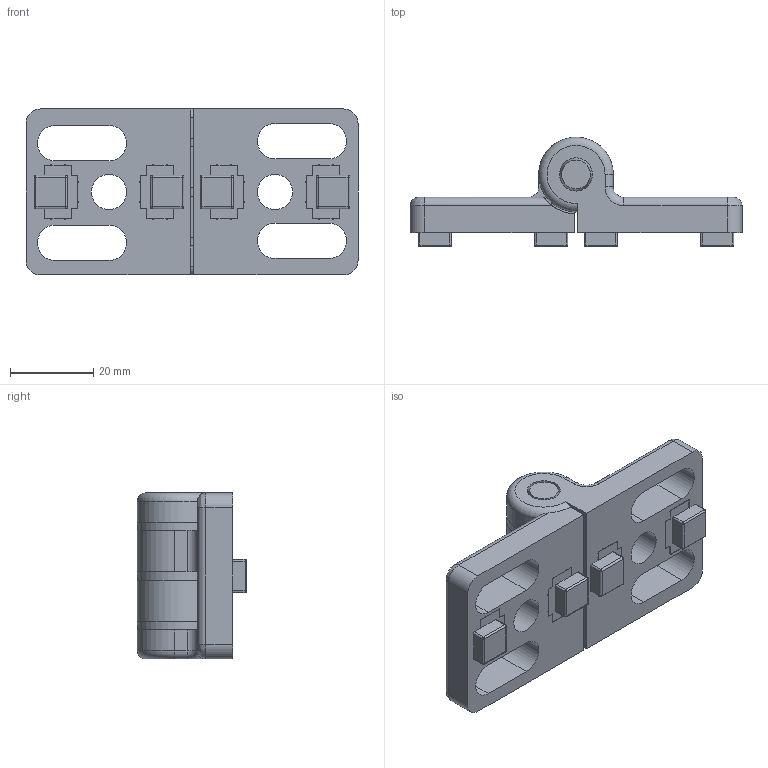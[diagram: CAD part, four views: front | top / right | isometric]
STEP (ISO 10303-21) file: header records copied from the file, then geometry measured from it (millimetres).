
FILE_DESCRIPTION((''),'2;1');
FILE_NAME('SZ0761S_A.stp','2013-08-27T09:59:46',('janine behrens'),(''),'Autodesk Inventor 2012','Autodesk Inventor 2012','');
FILE_SCHEMA(('AUTOMOTIVE_DESIGN { 1 0 10303 214 1 1 1 1 }'));
Length unit declared in the file: millimetre
Products named in the file (5): SZ0761S_A; MK8400030-A; ME2108400_A; ME2108082_A; ME1900100_A
Assembly tree (10 placements, depth 2):
  SZ0761S_A
    MK8400030-A  x2
    ME2108400_A
    ME2108082_A  x3
    ME1900100_A  x4
Bounding box: 80 x 26.4 x 40 mm (x, y, z)
Volume: 29596.1 mm3; surface area: 18263.5 mm2
Topology: 10 solids, 10 shells, 399 faces, 1067 edges, 682 vertices
Faces by surface type: plane 196, cylinder 165, sphere 16, cone 11, torus 7, bspline 4
Full cylindrical faces by diameter (mm): 7.85 x3, 8 x8, 8.5 x2
Entity records: 4401 total; most frequent: CARTESIAN_POINT 821, DIRECTION 751, ORIENTED_EDGE 676, EDGE_CURVE 338, AXIS2_PLACEMENT_3D 265, VERTEX_POINT 225, VECTOR 221, LINE 221
